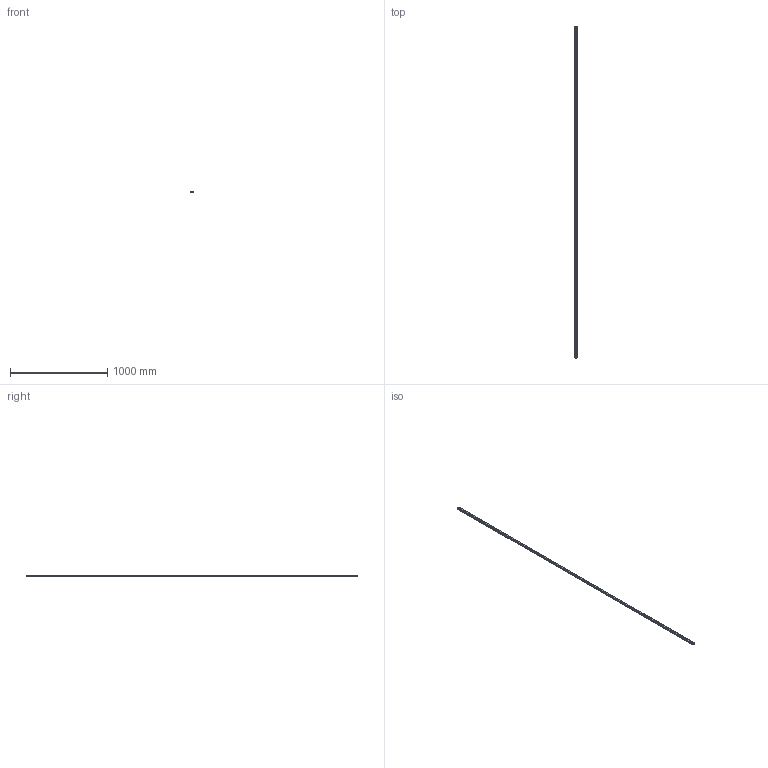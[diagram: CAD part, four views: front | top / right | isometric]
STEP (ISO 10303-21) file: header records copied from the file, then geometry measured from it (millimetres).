
FILE_DESCRIPTION(('STEP AP214'),'1');
FILE_NAME('cctmp_9365B2AC-8D17-4B69-9280-6D228E4BC202_2021_02_09_17_37_59_0818..stp','2021-02-09T16:38:00',('HIWIN GmbH'),('CADClick - www.CADClick.com'),'Spatial InterOp 3D',' ','unknown authorization');
FILE_SCHEMA(('AUTOMOTIVE_DESIGN'));
Length unit declared in the file: millimetre
Products named in the file (1): EGR25R3420C_FILE
Bounding box: 23 x 3420 x 18 mm (x, y, z)
Volume: 1176272.7 mm3; surface area: 317686.1 mm2
Topology: 1 solids, 1 shells, 789 faces, 2007 edges, 1338 vertices
Faces by surface type: plane 427, cylinder 362
Entity records: 30797 total; most frequent: DIRECTION 4767, CARTESIAN_POINT 4135, ORIENTED_EDGE 4014, EDGE_CURVE 2007, AXIS2_PLACEMENT_3D 1970, VERTEX_POINT 1338, CIRCLE 952, EDGE_LOOP 907
